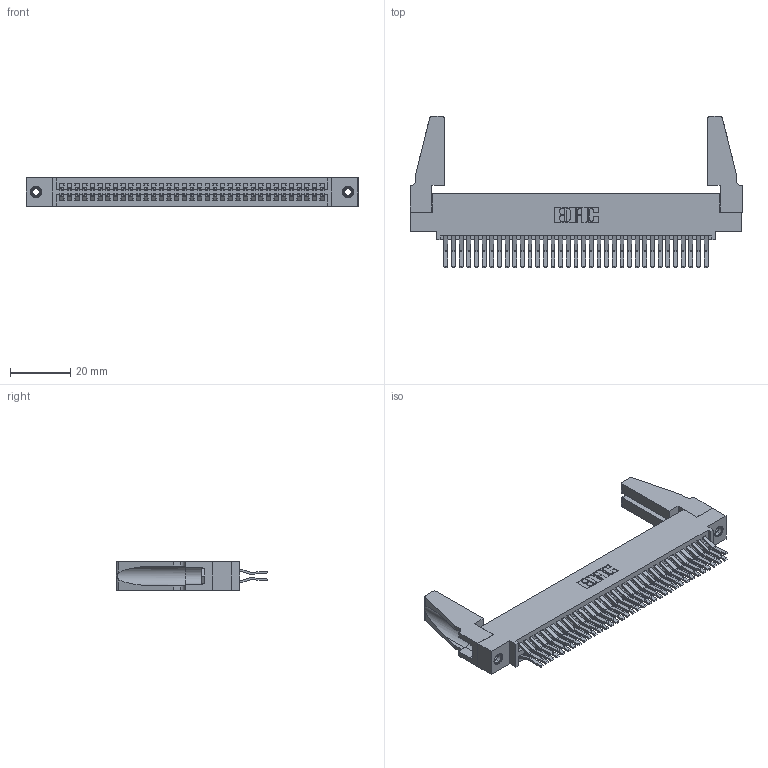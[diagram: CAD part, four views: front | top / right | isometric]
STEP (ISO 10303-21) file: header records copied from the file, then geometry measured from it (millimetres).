
FILE_DESCRIPTION (( 'STEP AP203' ), '1' );
FILE_NAME ('345-070-560-588.STEP', '2019-10-31T02:08:28', ( '' ), ( '' ), 'SwSTEP 2.0', 'SolidWorks 2016', '' );
FILE_SCHEMA (( 'CONFIG_CONTROL_DESIGN' ));
Length unit declared in the file: inch
Products named in the file (5): 345 Part_0.110 Offset - 0.156 Dia-TH; 345-250-001_345-250-001-102; 345-220-078_345-220-088; 345-292-001_560 Tail; 345-070-560-588
Assembly tree (75 placements, depth 2):
  345-070-560-588
    345 Part_0.110 Offset - 0.156 Dia-TH
    345-292-001_560 Tail  x70
    345-250-001_345-250-001-102  x2
    345-220-078_345-220-088  x2
Bounding box: 110.13 x 50.1 x 9.4 mm (x, y, z)
Volume: 14271.5 mm3; surface area: 20547.4 mm2
Topology: 75 solids, 75 shells, 3894 faces, 11517 edges, 7574 vertices
Faces by surface type: plane 2466, cylinder 1412, cone 12, torus 4
Entity records: 30772 total; most frequent: CARTESIAN_POINT 5162, ORIENTED_EDGE 5056, DIRECTION 4568, EDGE_CURVE 2528, LINE 2210, VECTOR 2210, VERTEX_POINT 1678, AXIS2_PLACEMENT_3D 1179
